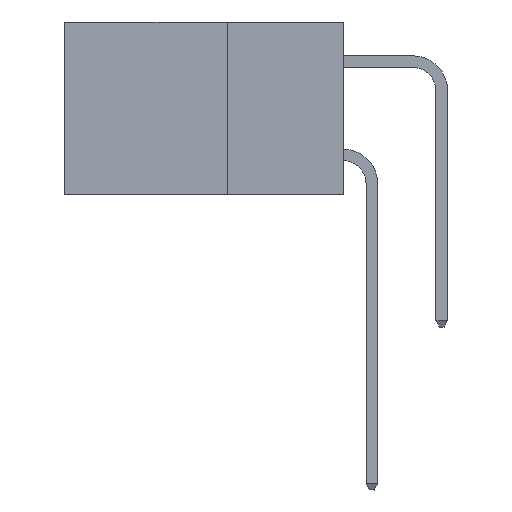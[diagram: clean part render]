
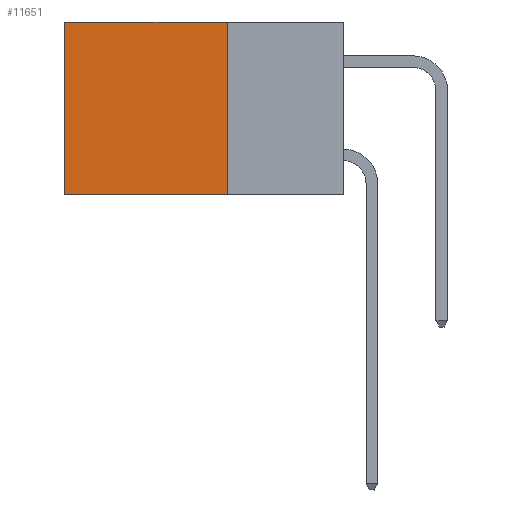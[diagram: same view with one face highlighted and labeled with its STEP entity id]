
A CAD part, left-side view. The second image highlights one B-rep face of the part: STEP entity #11651.
In plain terms, the highlighted planar face has unit normal (-1, 0, 0).
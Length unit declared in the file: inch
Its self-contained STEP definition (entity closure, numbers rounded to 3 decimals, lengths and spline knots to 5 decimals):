
#623 = CARTESIAN_POINT ( 'NONE',  ( 0.298, 0.25, 0. ) ) ;
#815 = VERTEX_POINT ( 'NONE', #10868 ) ;
#1044 = VERTEX_POINT ( 'NONE', #623 ) ;
#1924 = CARTESIAN_POINT ( 'NONE',  ( 0.298, 0.25, 0. ) ) ;
#3123 = VECTOR ( 'NONE', #9765, 39.37008 ) ;
#3278 = VERTEX_POINT ( 'NONE', #30789 ) ;
#3362 = DIRECTION ( 'NONE',  ( 0., 0., -1. ) ) ;
#4916 = CARTESIAN_POINT ( 'NONE',  ( 0.298, 0.25, 0. ) ) ;
#6430 = VECTOR ( 'NONE', #11713, 39.37008 ) ;
#7264 = ORIENTED_EDGE ( 'NONE', *, *, #25368, .F. ) ;
#7456 = PLANE ( 'NONE',  #23224 ) ;
#8991 = CARTESIAN_POINT ( 'NONE',  ( 0.298, 0.25, 0. ) ) ;
#9765 = DIRECTION ( 'NONE',  ( 0., 1., 0. ) ) ;
#9770 = VECTOR ( 'NONE', #3362, 39.37008 ) ;
#9910 = VECTOR ( 'NONE', #26565, 39.37008 ) ;
#10271 = DIRECTION ( 'NONE',  ( 1., 0., 0. ) ) ;
#10626 = LINE ( 'NONE', #16971, #9770 ) ;
#10868 = CARTESIAN_POINT ( 'NONE',  ( 0.298, 0.25, -0.37 ) ) ;
#11435 = EDGE_CURVE ( 'NONE', #3278, #24413, #10626, .T. ) ;
#11651 = ADVANCED_FACE ( 'NONE', ( #31874 ), #7456, .F. ) ;
#11713 = DIRECTION ( 'NONE',  ( 0., 1., 0. ) ) ;
#12446 = CARTESIAN_POINT ( 'NONE',  ( 0.298, 0.25, -0.37 ) ) ;
#12695 = EDGE_CURVE ( 'NONE', #1044, #3278, #20044, .T. ) ;
#15450 = EDGE_LOOP ( 'NONE', ( #32075, #7264, #24865, #21296 ) ) ;
#16971 = CARTESIAN_POINT ( 'NONE',  ( 0.298, 0.6, 0. ) ) ;
#17909 = LINE ( 'NONE', #4916, #9910 ) ;
#20044 = LINE ( 'NONE', #8991, #6430 ) ;
#21296 = ORIENTED_EDGE ( 'NONE', *, *, #12695, .T. ) ;
#23224 = AXIS2_PLACEMENT_3D ( 'NONE', #1924, #10271, #29047 ) ;
#24413 = VERTEX_POINT ( 'NONE', #27681 ) ;
#24865 = ORIENTED_EDGE ( 'NONE', *, *, #27787, .F. ) ;
#25368 = EDGE_CURVE ( 'NONE', #815, #24413, #26437, .T. ) ;
#26437 = LINE ( 'NONE', #12446, #3123 ) ;
#26565 = DIRECTION ( 'NONE',  ( 0., 0., -1. ) ) ;
#27681 = CARTESIAN_POINT ( 'NONE',  ( 0.298, 0.6, -0.37 ) ) ;
#27787 = EDGE_CURVE ( 'NONE', #1044, #815, #17909, .T. ) ;
#29047 = DIRECTION ( 'NONE',  ( 0., 0., -1. ) ) ;
#30789 = CARTESIAN_POINT ( 'NONE',  ( 0.298, 0.6, 0. ) ) ;
#31874 = FACE_OUTER_BOUND ( 'NONE', #15450, .T. ) ;
#32075 = ORIENTED_EDGE ( 'NONE', *, *, #11435, .T. ) ;
